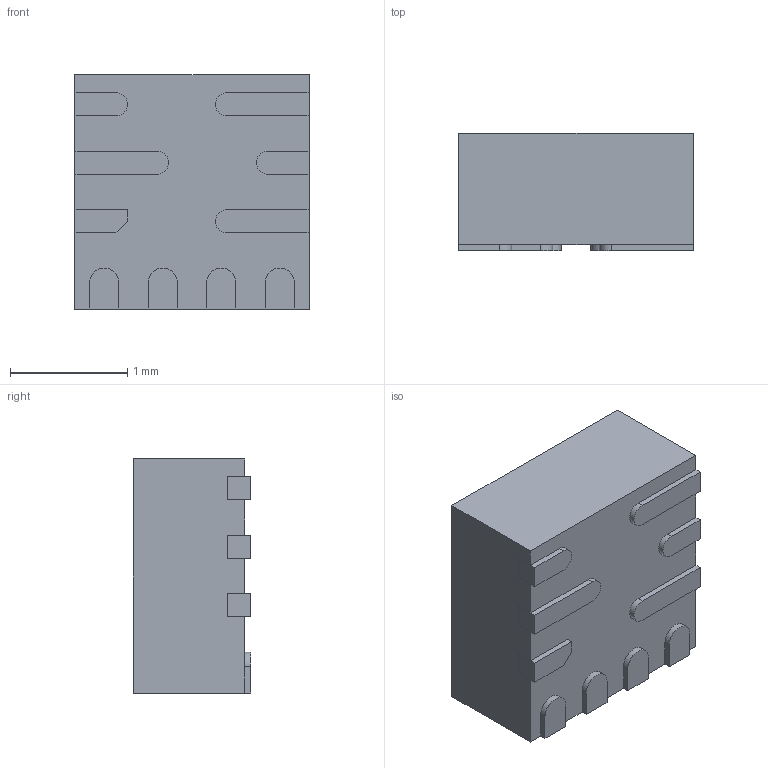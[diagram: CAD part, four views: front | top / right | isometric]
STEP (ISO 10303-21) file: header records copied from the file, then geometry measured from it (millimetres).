
FILE_DESCRIPTION (( 'STEP AP214' ), '1' );
FILE_NAME ('TPS62913RPUR.STEP', '2023-10-16T14:59:34', ( '' ), ( '' ), 'SwSTEP 2.0', 'SolidWorks 2021', '' );
FILE_SCHEMA (( 'AUTOMOTIVE_DESIGN' ));
Length unit declared in the file: millimetre
Products named in the file (1): TPS62913RPUR
Bounding box: 2 x 1 x 2 mm (x, y, z)
Volume: 3.9 mm3; surface area: 22.1 mm2
Topology: 12 solids, 12 shells, 115 faces, 270 edges, 180 vertices
Faces by surface type: plane 93, cylinder 22
Entity records: 3401 total; most frequent: CARTESIAN_POINT 566, DIRECTION 546, ORIENTED_EDGE 540, EDGE_CURVE 270, LINE 226, VECTOR 226, VERTEX_POINT 180, AXIS2_PLACEMENT_3D 160
